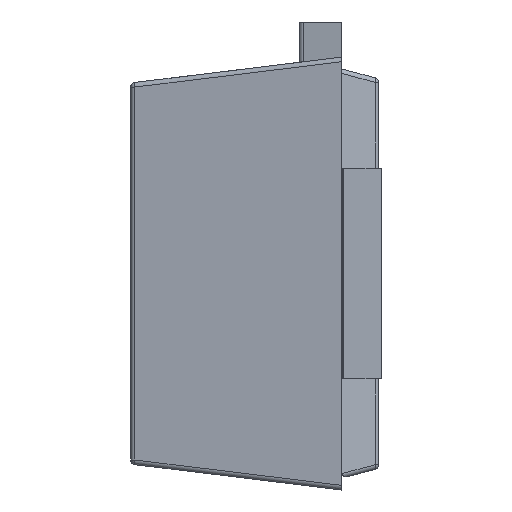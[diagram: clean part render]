
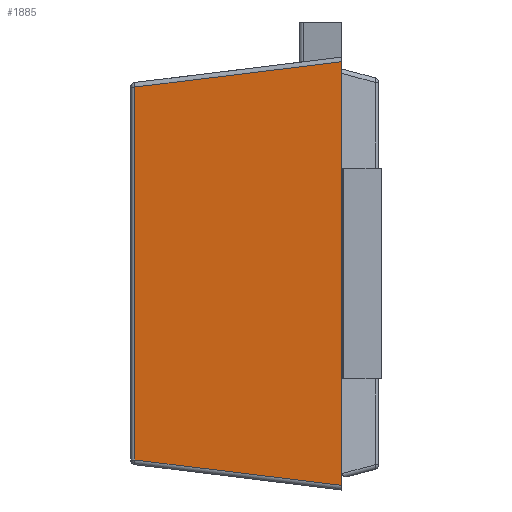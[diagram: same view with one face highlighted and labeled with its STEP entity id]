
A CAD part, left-side view. The second image highlights one B-rep face of the part: STEP entity #1885.
In plain terms, the highlighted planar face has unit normal (-0.993, 0.122, 0).
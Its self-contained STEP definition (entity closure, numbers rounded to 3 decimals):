
#1885 = ADVANCED_FACE('',(#1886),#1920,.T.);
#1886 = FACE_BOUND('',#1887,.T.);
#1887 = EDGE_LOOP('',(#1888,#1898,#1906,#1914));
#1888 = ORIENTED_EDGE('',*,*,#1889,.T.);
#1889 = EDGE_CURVE('',#1890,#1892,#1894,.T.);
#1890 = VERTEX_POINT('',#1891);
#1891 = CARTESIAN_POINT('',(0.108,0.882,
    -0.128));
#1892 = VERTEX_POINT('',#1893);
#1893 = CARTESIAN_POINT('',(0.108,0.882,
    -1.722));
#1894 = LINE('',#1895,#1896);
#1895 = CARTESIAN_POINT('',(0.108,0.882,0.));
#1896 = VECTOR('',#1897,1.);
#1897 = DIRECTION('',(-0.,-0.,-1.));
#1898 = ORIENTED_EDGE('',*,*,#1899,.T.);
#1899 = EDGE_CURVE('',#1892,#1900,#1902,.T.);
#1900 = VERTEX_POINT('',#1901);
#1901 = CARTESIAN_POINT('',(0.,0.,-1.83));
#1902 = LINE('',#1903,#1904);
#1903 = CARTESIAN_POINT('',(0.027,0.218,
    -1.803));
#1904 = VECTOR('',#1905,1.);
#1905 = DIRECTION('',(-0.121,-0.985,-0.121));
#1906 = ORIENTED_EDGE('',*,*,#1907,.T.);
#1907 = EDGE_CURVE('',#1900,#1908,#1910,.T.);
#1908 = VERTEX_POINT('',#1909);
#1909 = CARTESIAN_POINT('',(0.,0.,-0.02));
#1910 = LINE('',#1911,#1912);
#1911 = CARTESIAN_POINT('',(0.,0.,0.));
#1912 = VECTOR('',#1913,1.);
#1913 = DIRECTION('',(-0.,-0.,1.));
#1914 = ORIENTED_EDGE('',*,*,#1915,.T.);
#1915 = EDGE_CURVE('',#1908,#1890,#1916,.T.);
#1916 = LINE('',#1917,#1918);
#1917 = CARTESIAN_POINT('',(0.,-0.002,
    -0.02));
#1918 = VECTOR('',#1919,1.);
#1919 = DIRECTION('',(0.121,0.985,-0.121));
#1920 = PLANE('',#1921);
#1921 = AXIS2_PLACEMENT_3D('',#1922,#1923,#1924);
#1922 = CARTESIAN_POINT('',(0.,0.,0.));
#1923 = DIRECTION('',(-0.993,0.122,0.));
#1924 = DIRECTION('',(-0.122,-0.993,0.));
